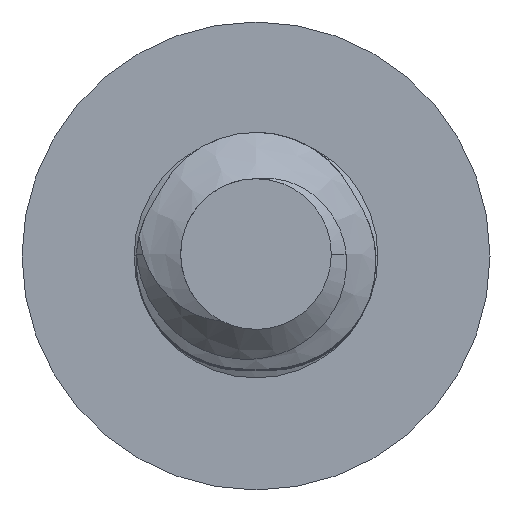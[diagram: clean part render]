
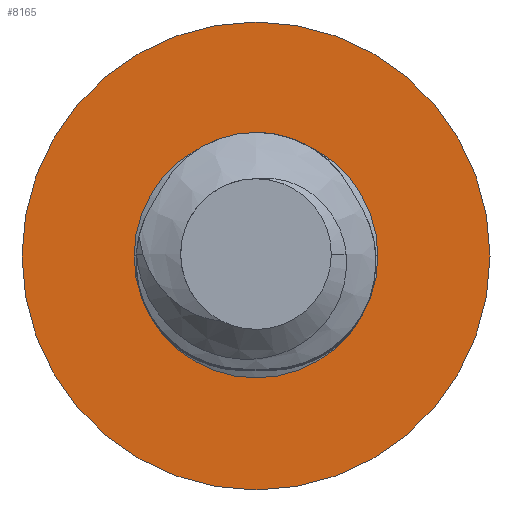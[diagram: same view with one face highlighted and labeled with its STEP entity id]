
A CAD part, top view. The second image highlights one B-rep face of the part: STEP entity #8165.
In plain terms, the highlighted planar face has unit normal (0, 0, 1).
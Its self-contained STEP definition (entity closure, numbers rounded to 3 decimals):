
#1280 = CARTESIAN_POINT ( 'NONE',  ( 3.365, 0., -16.261 ) ) ;
#1322 = DIRECTION ( 'NONE',  ( 1., 0., 0. ) ) ;
#1323 = DIRECTION ( 'NONE',  ( 0., 0., -1. ) ) ;
#1324 = CARTESIAN_POINT ( 'NONE',  ( 0., 0., -16.261 ) ) ;
#1325 = AXIS2_PLACEMENT_3D ( 'NONE', #1324, #1323, #1322 ) ;
#1351 = CIRCLE ( 'NONE', #1325, 1.753 ) ;
#1517 = CARTESIAN_POINT ( 'NONE',  ( -1.753, 0., -16.261 ) ) ;
#1529 = CARTESIAN_POINT ( 'NONE',  ( 1.753, 0., -16.261 ) ) ;
#3787 = VERTEX_POINT ( 'NONE', #1280 ) ;
#4389 = DIRECTION ( 'NONE',  ( 1., 0., 0. ) ) ;
#4390 = DIRECTION ( 'NONE',  ( 0., 0., -1. ) ) ;
#4391 = CARTESIAN_POINT ( 'NONE',  ( 0., 0., -16.261 ) ) ;
#4395 = AXIS2_PLACEMENT_3D ( 'NONE', #4391, #4390, #4389 ) ;
#4396 = CIRCLE ( 'NONE', #4395, 1.753 ) ;
#4482 = CIRCLE ( 'NONE', #4488, 3.365 ) ;
#4488 = AXIS2_PLACEMENT_3D ( 'NONE', #4496, #4528, #4527 ) ;
#4496 = CARTESIAN_POINT ( 'NONE',  ( 0., 0., -16.261 ) ) ;
#4525 = AXIS2_PLACEMENT_3D ( 'NONE', #4569, #4568, #4567 ) ;
#4526 = PLANE ( 'NONE',  #4525 ) ;
#4527 = DIRECTION ( 'NONE',  ( 1., 0., 0. ) ) ;
#4528 = DIRECTION ( 'NONE',  ( 0., 0., 1. ) ) ;
#4529 = FACE_OUTER_BOUND ( 'NONE', #8166, .T. ) ;
#4531 = FACE_BOUND ( 'NONE', #8181, .T. ) ;
#4567 = DIRECTION ( 'NONE',  ( 1., 0., 0. ) ) ;
#4568 = DIRECTION ( 'NONE',  ( 0., 0., 1. ) ) ;
#4569 = CARTESIAN_POINT ( 'NONE',  ( 3.365, 0., -16.261 ) ) ;
#4987 = EDGE_CURVE ( 'NONE', #5857, #5894, #1351, .T. ) ;
#5325 = CARTESIAN_POINT ( 'NONE',  ( -3.365, 0., -16.261 ) ) ;
#5398 = DIRECTION ( 'NONE',  ( 1., 0., 0. ) ) ;
#5399 = DIRECTION ( 'NONE',  ( 0., 0., 1. ) ) ;
#5400 = CARTESIAN_POINT ( 'NONE',  ( 0., 0., -16.261 ) ) ;
#5401 = AXIS2_PLACEMENT_3D ( 'NONE', #5400, #5399, #5398 ) ;
#5422 = CIRCLE ( 'NONE', #5401, 3.365 ) ;
#5857 = VERTEX_POINT ( 'NONE', #1517 ) ;
#5894 = VERTEX_POINT ( 'NONE', #1529 ) ;
#8076 = EDGE_CURVE ( 'NONE', #5894, #5857, #4396, .T. ) ;
#8145 = ORIENTED_EDGE ( 'NONE', *, *, #8157, .T. ) ;
#8148 = ORIENTED_EDGE ( 'NONE', *, *, #8799, .T. ) ;
#8157 = EDGE_CURVE ( 'NONE', #8748, #3787, #4482, .T. ) ;
#8165 = ADVANCED_FACE ( 'NONE', ( #4531, #4529 ), #4526, .T. ) ;
#8166 = EDGE_LOOP ( 'NONE', ( #8148, #8145 ) ) ;
#8167 = ORIENTED_EDGE ( 'NONE', *, *, #4987, .T. ) ;
#8171 = ORIENTED_EDGE ( 'NONE', *, *, #8076, .T. ) ;
#8181 = EDGE_LOOP ( 'NONE', ( #8171, #8167 ) ) ;
#8748 = VERTEX_POINT ( 'NONE', #5325 ) ;
#8799 = EDGE_CURVE ( 'NONE', #3787, #8748, #5422, .T. ) ;
